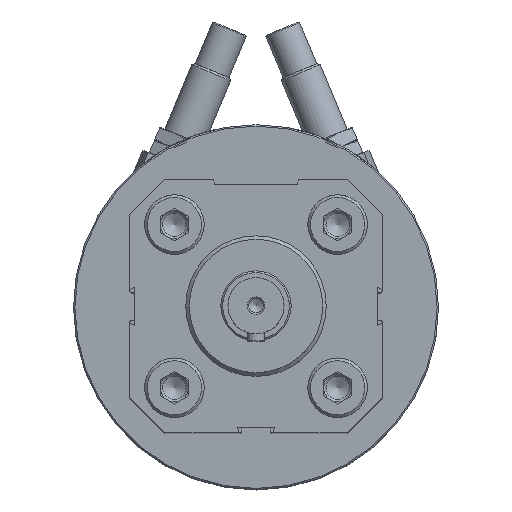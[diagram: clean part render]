
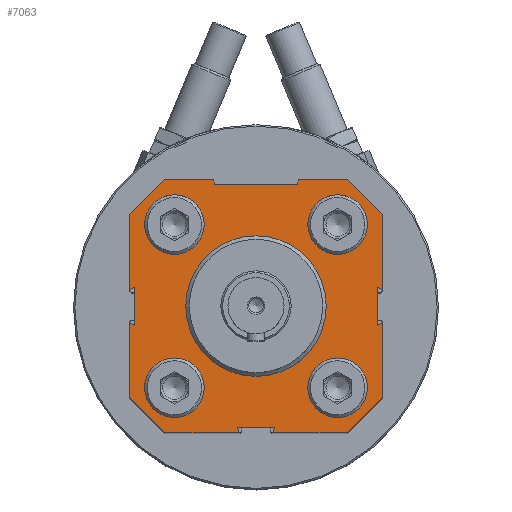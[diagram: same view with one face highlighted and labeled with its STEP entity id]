
A CAD part, top view. The second image highlights one B-rep face of the part: STEP entity #7063.
In plain terms, the highlighted face is planar.
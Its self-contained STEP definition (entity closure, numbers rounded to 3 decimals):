
#360=LINE('',#10811,#931);
#361=LINE('',#10814,#932);
#362=LINE('',#10816,#933);
#363=LINE('',#10818,#934);
#364=LINE('',#10820,#935);
#365=LINE('',#10822,#936);
#366=LINE('',#10824,#937);
#367=LINE('',#10826,#938);
#368=LINE('',#10828,#939);
#369=LINE('',#10830,#940);
#370=LINE('',#10832,#941);
#371=LINE('',#10834,#942);
#372=LINE('',#10836,#943);
#373=LINE('',#10838,#944);
#374=LINE('',#10840,#945);
#375=LINE('',#10842,#946);
#376=LINE('',#10844,#947);
#377=LINE('',#10846,#948);
#378=LINE('',#10848,#949);
#379=LINE('',#10850,#950);
#380=LINE('',#10852,#951);
#381=LINE('',#10854,#952);
#382=LINE('',#10856,#953);
#383=LINE('',#10858,#954);
#931=VECTOR('',#8512,1000.);
#932=VECTOR('',#8513,1000.);
#933=VECTOR('',#8514,1000.);
#934=VECTOR('',#8515,1000.);
#935=VECTOR('',#8516,1000.);
#936=VECTOR('',#8517,1000.);
#937=VECTOR('',#8518,1000.);
#938=VECTOR('',#8519,1000.);
#939=VECTOR('',#8520,1000.);
#940=VECTOR('',#8521,1000.);
#941=VECTOR('',#8522,1000.);
#942=VECTOR('',#8523,1000.);
#943=VECTOR('',#8524,1000.);
#944=VECTOR('',#8525,1000.);
#945=VECTOR('',#8526,1000.);
#946=VECTOR('',#8527,1000.);
#947=VECTOR('',#8528,1000.);
#948=VECTOR('',#8529,1000.);
#949=VECTOR('',#8530,1000.);
#950=VECTOR('',#8531,1000.);
#951=VECTOR('',#8532,1000.);
#952=VECTOR('',#8533,1000.);
#953=VECTOR('',#8534,1000.);
#954=VECTOR('',#8535,1000.);
#1502=ORIENTED_EDGE('',*,*,#3476,.F.);
#1503=ORIENTED_EDGE('',*,*,#3477,.F.);
#1504=ORIENTED_EDGE('',*,*,#3478,.F.);
#1505=ORIENTED_EDGE('',*,*,#3479,.F.);
#1506=ORIENTED_EDGE('',*,*,#3480,.F.);
#1507=ORIENTED_EDGE('',*,*,#3481,.F.);
#1508=ORIENTED_EDGE('',*,*,#3482,.F.);
#1509=ORIENTED_EDGE('',*,*,#3483,.F.);
#1510=ORIENTED_EDGE('',*,*,#3484,.F.);
#1511=ORIENTED_EDGE('',*,*,#3485,.F.);
#1512=ORIENTED_EDGE('',*,*,#3486,.F.);
#1513=ORIENTED_EDGE('',*,*,#3487,.F.);
#1514=ORIENTED_EDGE('',*,*,#3488,.F.);
#1515=ORIENTED_EDGE('',*,*,#3489,.F.);
#1516=ORIENTED_EDGE('',*,*,#3490,.F.);
#1517=ORIENTED_EDGE('',*,*,#3491,.F.);
#1518=ORIENTED_EDGE('',*,*,#3492,.F.);
#1519=ORIENTED_EDGE('',*,*,#3493,.F.);
#1520=ORIENTED_EDGE('',*,*,#3494,.F.);
#1521=ORIENTED_EDGE('',*,*,#3495,.F.);
#1522=ORIENTED_EDGE('',*,*,#3496,.F.);
#1523=ORIENTED_EDGE('',*,*,#3497,.F.);
#1524=ORIENTED_EDGE('',*,*,#3498,.F.);
#1525=ORIENTED_EDGE('',*,*,#3499,.F.);
#1526=ORIENTED_EDGE('',*,*,#3500,.F.);
#1527=ORIENTED_EDGE('',*,*,#3501,.F.);
#1528=ORIENTED_EDGE('',*,*,#3502,.F.);
#1529=ORIENTED_EDGE('',*,*,#3503,.F.);
#1530=ORIENTED_EDGE('',*,*,#3504,.F.);
#3476=EDGE_CURVE('',#4463,#4463,#5164,.T.);
#3477=EDGE_CURVE('',#4464,#4464,#5165,.T.);
#3478=EDGE_CURVE('',#4465,#4465,#5166,.F.);
#3479=EDGE_CURVE('',#4466,#4467,#360,.T.);
#3480=EDGE_CURVE('',#4468,#4466,#361,.T.);
#3481=EDGE_CURVE('',#4469,#4468,#362,.T.);
#3482=EDGE_CURVE('',#4470,#4469,#363,.T.);
#3483=EDGE_CURVE('',#4471,#4470,#364,.T.);
#3484=EDGE_CURVE('',#4472,#4471,#365,.T.);
#3485=EDGE_CURVE('',#4473,#4472,#366,.T.);
#3486=EDGE_CURVE('',#4474,#4473,#367,.T.);
#3487=EDGE_CURVE('',#4475,#4474,#368,.T.);
#3488=EDGE_CURVE('',#4476,#4475,#369,.T.);
#3489=EDGE_CURVE('',#4477,#4476,#370,.T.);
#3490=EDGE_CURVE('',#4478,#4477,#371,.T.);
#3491=EDGE_CURVE('',#4479,#4478,#372,.T.);
#3492=EDGE_CURVE('',#4480,#4479,#373,.T.);
#3493=EDGE_CURVE('',#4481,#4480,#374,.T.);
#3494=EDGE_CURVE('',#4482,#4481,#375,.T.);
#3495=EDGE_CURVE('',#4483,#4482,#376,.T.);
#3496=EDGE_CURVE('',#4484,#4483,#377,.T.);
#3497=EDGE_CURVE('',#4485,#4484,#378,.T.);
#3498=EDGE_CURVE('',#4486,#4485,#379,.T.);
#3499=EDGE_CURVE('',#4487,#4486,#380,.T.);
#3500=EDGE_CURVE('',#4488,#4487,#381,.T.);
#3501=EDGE_CURVE('',#4489,#4488,#382,.T.);
#3502=EDGE_CURVE('',#4467,#4489,#383,.T.);
#3503=EDGE_CURVE('',#4490,#4490,#5167,.T.);
#3504=EDGE_CURVE('',#4491,#4491,#5168,.T.);
#4463=VERTEX_POINT('',#10806);
#4464=VERTEX_POINT('',#10808);
#4465=VERTEX_POINT('',#10810);
#4466=VERTEX_POINT('',#10812);
#4467=VERTEX_POINT('',#10813);
#4468=VERTEX_POINT('',#10815);
#4469=VERTEX_POINT('',#10817);
#4470=VERTEX_POINT('',#10819);
#4471=VERTEX_POINT('',#10821);
#4472=VERTEX_POINT('',#10823);
#4473=VERTEX_POINT('',#10825);
#4474=VERTEX_POINT('',#10827);
#4475=VERTEX_POINT('',#10829);
#4476=VERTEX_POINT('',#10831);
#4477=VERTEX_POINT('',#10833);
#4478=VERTEX_POINT('',#10835);
#4479=VERTEX_POINT('',#10837);
#4480=VERTEX_POINT('',#10839);
#4481=VERTEX_POINT('',#10841);
#4482=VERTEX_POINT('',#10843);
#4483=VERTEX_POINT('',#10845);
#4484=VERTEX_POINT('',#10847);
#4485=VERTEX_POINT('',#10849);
#4486=VERTEX_POINT('',#10851);
#4487=VERTEX_POINT('',#10853);
#4488=VERTEX_POINT('',#10855);
#4489=VERTEX_POINT('',#10857);
#4490=VERTEX_POINT('',#10860);
#4491=VERTEX_POINT('',#10862);
#5164=CIRCLE('',#7639,8.5);
#5165=CIRCLE('',#7640,8.5);
#5166=CIRCLE('',#7641,20.);
#5167=CIRCLE('',#7642,8.5);
#5168=CIRCLE('',#7643,8.5);
#5552=EDGE_LOOP('',(#1502));
#5553=EDGE_LOOP('',(#1503));
#5554=EDGE_LOOP('',(#1504));
#5555=EDGE_LOOP('',(#1505,#1506,#1507,#1508,#1509,#1510,#1511,#1512,#1513,
#1514,#1515,#1516,#1517,#1518,#1519,#1520,#1521,#1522,#1523,#1524,#1525,
#1526,#1527,#1528));
#5556=EDGE_LOOP('',(#1529));
#5557=EDGE_LOOP('',(#1530));
#6183=FACE_BOUND('',#5552,.T.);
#6184=FACE_BOUND('',#5553,.T.);
#6185=FACE_BOUND('',#5554,.T.);
#6186=FACE_BOUND('',#5555,.T.);
#6187=FACE_BOUND('',#5556,.T.);
#6188=FACE_BOUND('',#5557,.T.);
#6823=PLANE('',#7638);
#7063=ADVANCED_FACE('',(#6183,#6184,#6185,#6186,#6187,#6188),#6823,.F.);
#7638=AXIS2_PLACEMENT_3D('',#10804,#8504,#8505);
#7639=AXIS2_PLACEMENT_3D('',#10805,#8506,#8507);
#7640=AXIS2_PLACEMENT_3D('',#10807,#8508,#8509);
#7641=AXIS2_PLACEMENT_3D('',#10809,#8510,#8511);
#7642=AXIS2_PLACEMENT_3D('',#10859,#8536,#8537);
#7643=AXIS2_PLACEMENT_3D('',#10861,#8538,#8539);
#8504=DIRECTION('',(1.,0.,0.));
#8505=DIRECTION('',(0.,0.,-1.));
#8506=DIRECTION('',(-1.,0.,0.));
#8507=DIRECTION('',(0.,0.,1.));
#8508=DIRECTION('',(-1.,0.,0.));
#8509=DIRECTION('',(0.,0.,1.));
#8510=DIRECTION('',(1.,0.,0.));
#8511=DIRECTION('',(0.,0.,-1.));
#8512=DIRECTION('',(0.,-1.,0.));
#8513=DIRECTION('',(0.,0.429,0.903));
#8514=DIRECTION('',(0.,-1.,0.));
#8515=DIRECTION('',(0.,0.429,-0.903));
#8516=DIRECTION('',(0.,-1.,0.));
#8517=DIRECTION('',(0.,-0.707,0.707));
#8518=DIRECTION('',(0.,0.,1.));
#8519=DIRECTION('',(0.,0.996,0.087));
#8520=DIRECTION('',(0.,0.,1.));
#8521=DIRECTION('',(0.,-0.996,0.087));
#8522=DIRECTION('',(0.,0.,1.));
#8523=DIRECTION('',(0.,0.707,0.707));
#8524=DIRECTION('',(0.,1.,0.));
#8525=DIRECTION('',(0.,-0.429,-0.903));
#8526=DIRECTION('',(0.,1.,0.));
#8527=DIRECTION('',(0.,-0.429,0.903));
#8528=DIRECTION('',(0.,1.,0.));
#8529=DIRECTION('',(0.,0.707,-0.707));
#8530=DIRECTION('',(0.,0.,-1.));
#8531=DIRECTION('',(0.,-0.903,0.429));
#8532=DIRECTION('',(0.,0.,-1.));
#8533=DIRECTION('',(0.,0.903,0.429));
#8534=DIRECTION('',(0.,0.,-1.));
#8535=DIRECTION('',(0.,-0.707,-0.707));
#8536=DIRECTION('',(-1.,0.,0.));
#8537=DIRECTION('',(0.,0.,1.));
#8538=DIRECTION('',(-1.,0.,0.));
#8539=DIRECTION('',(0.,0.,1.));
#10804=CARTESIAN_POINT('',(-268.,0.,0.));
#10805=CARTESIAN_POINT('',(-268.,-23.25,23.25));
#10806=CARTESIAN_POINT('',(-268.,-23.25,31.75));
#10807=CARTESIAN_POINT('',(-268.,23.25,-23.25));
#10808=CARTESIAN_POINT('',(-268.,23.25,-14.75));
#10809=CARTESIAN_POINT('',(-268.,0.,0.));
#10810=CARTESIAN_POINT('',(-268.,0.,-20.));
#10811=CARTESIAN_POINT('',(-268.,-4.716,36.));
#10812=CARTESIAN_POINT('',(-268.,-4.716,36.));
#10813=CARTESIAN_POINT('',(-268.,-26.,36.));
#10814=CARTESIAN_POINT('',(-268.,-5.4,34.56));
#10815=CARTESIAN_POINT('',(-268.,-5.4,34.56));
#10816=CARTESIAN_POINT('',(-268.,5.4,34.56));
#10817=CARTESIAN_POINT('',(-268.,5.4,34.56));
#10818=CARTESIAN_POINT('',(-268.,4.716,36.));
#10819=CARTESIAN_POINT('',(-268.,4.716,36.));
#10820=CARTESIAN_POINT('',(-268.,26.,36.));
#10821=CARTESIAN_POINT('',(-268.,26.,36.));
#10822=CARTESIAN_POINT('',(-268.,36.,26.));
#10823=CARTESIAN_POINT('',(-268.,36.,26.));
#10824=CARTESIAN_POINT('',(-268.,36.,12.));
#10825=CARTESIAN_POINT('',(-268.,36.,12.));
#10826=CARTESIAN_POINT('',(-268.,34.704,11.887));
#10827=CARTESIAN_POINT('',(-268.,34.704,11.887));
#10828=CARTESIAN_POINT('',(-268.,34.704,-11.887));
#10829=CARTESIAN_POINT('',(-268.,34.704,-11.887));
#10830=CARTESIAN_POINT('',(-268.,36.,-12.));
#10831=CARTESIAN_POINT('',(-268.,36.,-12.));
#10832=CARTESIAN_POINT('',(-268.,36.,-26.));
#10833=CARTESIAN_POINT('',(-268.,36.,-26.));
#10834=CARTESIAN_POINT('',(-268.,26.,-36.));
#10835=CARTESIAN_POINT('',(-268.,26.,-36.));
#10836=CARTESIAN_POINT('',(-268.,4.716,-36.));
#10837=CARTESIAN_POINT('',(-268.,4.716,-36.));
#10838=CARTESIAN_POINT('',(-268.,5.4,-34.56));
#10839=CARTESIAN_POINT('',(-268.,5.4,-34.56));
#10840=CARTESIAN_POINT('',(-268.,-5.4,-34.56));
#10841=CARTESIAN_POINT('',(-268.,-5.4,-34.56));
#10842=CARTESIAN_POINT('',(-268.,-4.716,-36.));
#10843=CARTESIAN_POINT('',(-268.,-4.716,-36.));
#10844=CARTESIAN_POINT('',(-268.,-26.,-36.));
#10845=CARTESIAN_POINT('',(-268.,-26.,-36.));
#10846=CARTESIAN_POINT('',(-268.,-36.,-26.));
#10847=CARTESIAN_POINT('',(-268.,-36.,-26.));
#10848=CARTESIAN_POINT('',(-268.,-36.,-4.716));
#10849=CARTESIAN_POINT('',(-268.,-36.,-4.716));
#10850=CARTESIAN_POINT('',(-268.,-34.56,-5.4));
#10851=CARTESIAN_POINT('',(-268.,-34.56,-5.4));
#10852=CARTESIAN_POINT('',(-268.,-34.56,5.4));
#10853=CARTESIAN_POINT('',(-268.,-34.56,5.4));
#10854=CARTESIAN_POINT('',(-268.,-36.,4.716));
#10855=CARTESIAN_POINT('',(-268.,-36.,4.716));
#10856=CARTESIAN_POINT('',(-268.,-36.,26.));
#10857=CARTESIAN_POINT('',(-268.,-36.,26.));
#10858=CARTESIAN_POINT('',(-268.,-26.,36.));
#10859=CARTESIAN_POINT('',(-268.,-23.25,-23.25));
#10860=CARTESIAN_POINT('',(-268.,-23.25,-14.75));
#10861=CARTESIAN_POINT('',(-268.,23.25,23.25));
#10862=CARTESIAN_POINT('',(-268.,23.25,31.75));
